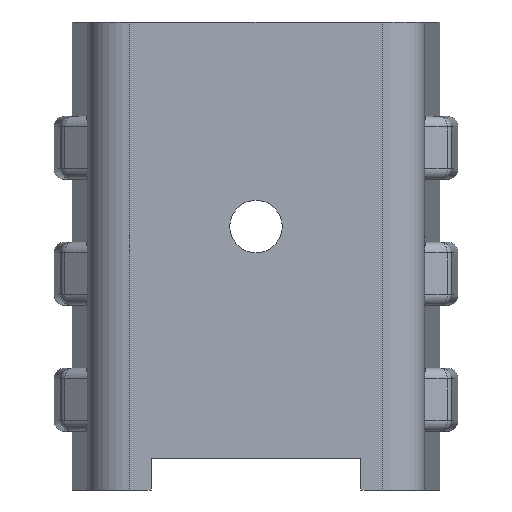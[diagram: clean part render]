
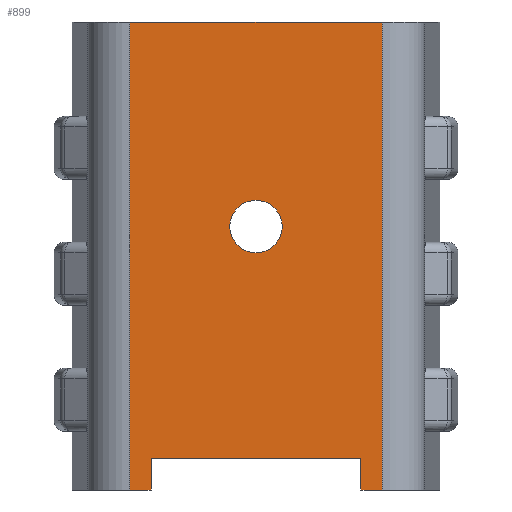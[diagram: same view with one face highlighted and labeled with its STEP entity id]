
A CAD part, left-side view. The second image highlights one B-rep face of the part: STEP entity #899.
In plain terms, the highlighted planar face has unit normal (-1, 0, 0).
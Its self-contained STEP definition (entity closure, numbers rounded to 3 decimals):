
#15 = EDGE_CURVE ( 'NONE', #2034, #3669, #3167, .T. ) ;
#33 = EDGE_CURVE ( 'NONE', #623, #46, #2246, .T. ) ;
#46 = VERTEX_POINT ( 'NONE', #838 ) ;
#69 = VECTOR ( 'NONE', #1401, 1000. ) ;
#143 = VERTEX_POINT ( 'NONE', #2491 ) ;
#184 = LINE ( 'NONE', #1037, #3438 ) ;
#212 = CARTESIAN_POINT ( 'NONE',  ( -1.5, 0., 1.5 ) ) ;
#252 = ORIENTED_EDGE ( 'NONE', *, *, #2580, .F. ) ;
#256 = CARTESIAN_POINT ( 'NONE',  ( -1.5, -6.026, 22.3 ) ) ;
#336 = VECTOR ( 'NONE', #481, 1000. ) ;
#481 = DIRECTION ( 'NONE',  ( 0., 1., 0. ) ) ;
#491 = DIRECTION ( 'NONE',  ( 0., 0., 1. ) ) ;
#527 = CIRCLE ( 'NONE', #1773, 1.25 ) ;
#598 = CARTESIAN_POINT ( 'NONE',  ( -1.5, -5., 0.75 ) ) ;
#600 = CARTESIAN_POINT ( 'NONE',  ( -1.5, -6.026, 0. ) ) ;
#623 = VERTEX_POINT ( 'NONE', #2278 ) ;
#685 = LINE ( 'NONE', #1815, #336 ) ;
#758 = DIRECTION ( 'NONE',  ( 1., 0., 0. ) ) ;
#772 = EDGE_CURVE ( 'NONE', #3375, #143, #1762, .T. ) ;
#789 = EDGE_CURVE ( 'NONE', #2704, #2034, #685, .T. ) ;
#799 = FACE_OUTER_BOUND ( 'NONE', #1405, .T. ) ;
#812 = DIRECTION ( 'NONE',  ( 0., 1., 0. ) ) ;
#814 = EDGE_CURVE ( 'NONE', #46, #1440, #3365, .T. ) ;
#821 = CARTESIAN_POINT ( 'NONE',  ( -1.5, 5.513, 0. ) ) ;
#838 = CARTESIAN_POINT ( 'NONE',  ( -1.5, 6.026, 0. ) ) ;
#839 = LINE ( 'NONE', #3634, #2987 ) ;
#899 = ADVANCED_FACE ( 'NONE', ( #799, #1604 ), #1345, .F. ) ;
#945 = VERTEX_POINT ( 'NONE', #2274 ) ;
#1037 = CARTESIAN_POINT ( 'NONE',  ( -1.5, 0., 22.3 ) ) ;
#1040 = CARTESIAN_POINT ( 'NONE',  ( -1.5, 6.026, 11.15 ) ) ;
#1053 = AXIS2_PLACEMENT_3D ( 'NONE', #3308, #758, #1927 ) ;
#1059 = DIRECTION ( 'NONE',  ( 0., 0., 1. ) ) ;
#1099 = ORIENTED_EDGE ( 'NONE', *, *, #2233, .T. ) ;
#1102 = ORIENTED_EDGE ( 'NONE', *, *, #33, .F. ) ;
#1225 = ORIENTED_EDGE ( 'NONE', *, *, #789, .F. ) ;
#1281 = ORIENTED_EDGE ( 'NONE', *, *, #772, .T. ) ;
#1313 = VERTEX_POINT ( 'NONE', #256 ) ;
#1325 = VECTOR ( 'NONE', #2549, 1000. ) ;
#1345 = PLANE ( 'NONE',  #1053 ) ;
#1354 = DIRECTION ( 'NONE',  ( 1., 0., 0. ) ) ;
#1401 = DIRECTION ( 'NONE',  ( 0., 0., 1. ) ) ;
#1403 = DIRECTION ( 'NONE',  ( 0., 0., 1. ) ) ;
#1405 = EDGE_LOOP ( 'NONE', ( #3566, #252, #2368, #1225, #1595, #1099, #2103, #1102 ) ) ;
#1440 = VERTEX_POINT ( 'NONE', #3006 ) ;
#1473 = AXIS2_PLACEMENT_3D ( 'NONE', #1798, #2655, #2097 ) ;
#1497 = EDGE_LOOP ( 'NONE', ( #1281, #1813 ) ) ;
#1587 = CARTESIAN_POINT ( 'NONE',  ( -1.5, -5., 1.5 ) ) ;
#1595 = ORIENTED_EDGE ( 'NONE', *, *, #2724, .T. ) ;
#1604 = FACE_BOUND ( 'NONE', #1497, .T. ) ;
#1645 = DIRECTION ( 'NONE',  ( 0., 1., 0. ) ) ;
#1762 = CIRCLE ( 'NONE', #1473, 1.25 ) ;
#1773 = AXIS2_PLACEMENT_3D ( 'NONE', #2780, #1354, #2480 ) ;
#1798 = CARTESIAN_POINT ( 'NONE',  ( -1.5, 0., 12.55 ) ) ;
#1813 = ORIENTED_EDGE ( 'NONE', *, *, #2515, .T. ) ;
#1815 = CARTESIAN_POINT ( 'NONE',  ( -1.5, -5.513, 0. ) ) ;
#1927 = DIRECTION ( 'NONE',  ( 0., 1., 0. ) ) ;
#1969 = CARTESIAN_POINT ( 'NONE',  ( -1.5, -1.25, 12.55 ) ) ;
#2004 = VECTOR ( 'NONE', #1645, 1000. ) ;
#2034 = VERTEX_POINT ( 'NONE', #2917 ) ;
#2097 = DIRECTION ( 'NONE',  ( 0., 1., 0. ) ) ;
#2103 = ORIENTED_EDGE ( 'NONE', *, *, #814, .F. ) ;
#2132 = VECTOR ( 'NONE', #1403, 1000. ) ;
#2233 = EDGE_CURVE ( 'NONE', #1313, #1440, #184, .T. ) ;
#2246 = LINE ( 'NONE', #821, #1325 ) ;
#2274 = CARTESIAN_POINT ( 'NONE',  ( -1.5, 5., 1.5 ) ) ;
#2278 = CARTESIAN_POINT ( 'NONE',  ( -1.5, 5., 0. ) ) ;
#2305 = CARTESIAN_POINT ( 'NONE',  ( -1.5, -6.026, 11.15 ) ) ;
#2368 = ORIENTED_EDGE ( 'NONE', *, *, #15, .F. ) ;
#2480 = DIRECTION ( 'NONE',  ( 0., 1., 0. ) ) ;
#2491 = CARTESIAN_POINT ( 'NONE',  ( -1.5, 1.25, 12.55 ) ) ;
#2515 = EDGE_CURVE ( 'NONE', #143, #3375, #527, .T. ) ;
#2549 = DIRECTION ( 'NONE',  ( 0., 1., 0. ) ) ;
#2580 = EDGE_CURVE ( 'NONE', #3669, #945, #3301, .T. ) ;
#2655 = DIRECTION ( 'NONE',  ( 1., 0., 0. ) ) ;
#2704 = VERTEX_POINT ( 'NONE', #600 ) ;
#2724 = EDGE_CURVE ( 'NONE', #2704, #1313, #3372, .T. ) ;
#2780 = CARTESIAN_POINT ( 'NONE',  ( -1.5, 0., 12.55 ) ) ;
#2917 = CARTESIAN_POINT ( 'NONE',  ( -1.5, -5., 0. ) ) ;
#2987 = VECTOR ( 'NONE', #491, 1000. ) ;
#3006 = CARTESIAN_POINT ( 'NONE',  ( -1.5, 6.026, 22.3 ) ) ;
#3167 = LINE ( 'NONE', #598, #69 ) ;
#3249 = VECTOR ( 'NONE', #1059, 1000. ) ;
#3301 = LINE ( 'NONE', #212, #2004 ) ;
#3308 = CARTESIAN_POINT ( 'NONE',  ( -1.5, -6.026, 0. ) ) ;
#3365 = LINE ( 'NONE', #1040, #3249 ) ;
#3372 = LINE ( 'NONE', #2305, #2132 ) ;
#3375 = VERTEX_POINT ( 'NONE', #1969 ) ;
#3408 = EDGE_CURVE ( 'NONE', #623, #945, #839, .T. ) ;
#3438 = VECTOR ( 'NONE', #812, 1000. ) ;
#3566 = ORIENTED_EDGE ( 'NONE', *, *, #3408, .T. ) ;
#3634 = CARTESIAN_POINT ( 'NONE',  ( -1.5, 5., 0.75 ) ) ;
#3669 = VERTEX_POINT ( 'NONE', #1587 ) ;
